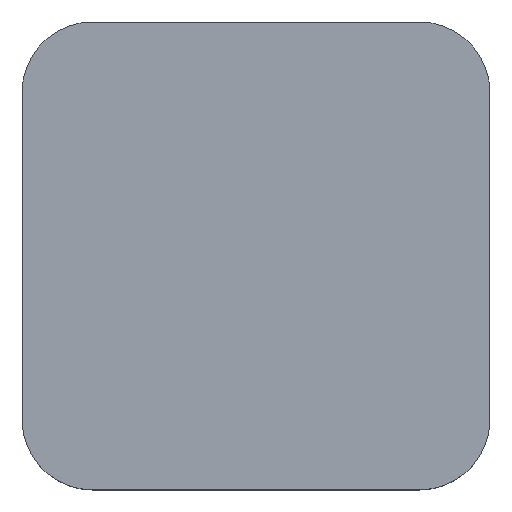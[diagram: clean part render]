
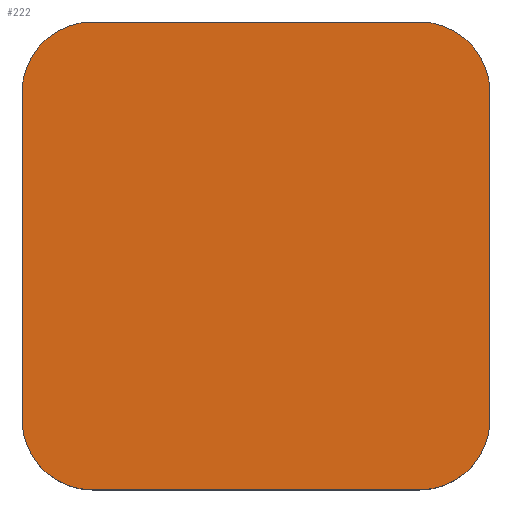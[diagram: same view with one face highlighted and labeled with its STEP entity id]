
A CAD part, top view. The second image highlights one B-rep face of the part: STEP entity #222.
In plain terms, the highlighted planar face has unit normal (0, 0, 1).
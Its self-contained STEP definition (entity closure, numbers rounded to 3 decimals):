
#24=FACE_OUTER_BOUND('',#39,.T.);
#39=EDGE_LOOP('',(#153,#154,#155,#156,#157,#158,#159,#160));
#55=LINE('',#359,#73);
#56=LINE('',#363,#74);
#57=LINE('',#367,#75);
#58=LINE('',#370,#76);
#73=VECTOR('',#285,10.);
#74=VECTOR('',#288,10.);
#75=VECTOR('',#291,10.);
#76=VECTOR('',#294,10.);
#91=CIRCLE('',#253,3.);
#92=CIRCLE('',#254,3.);
#93=CIRCLE('',#255,3.);
#94=CIRCLE('',#256,3.);
#103=VERTEX_POINT('',#355);
#104=VERTEX_POINT('',#356);
#105=VERTEX_POINT('',#358);
#106=VERTEX_POINT('',#360);
#107=VERTEX_POINT('',#362);
#108=VERTEX_POINT('',#364);
#109=VERTEX_POINT('',#366);
#110=VERTEX_POINT('',#368);
#123=EDGE_CURVE('',#103,#104,#91,.T.);
#124=EDGE_CURVE('',#105,#103,#55,.T.);
#125=EDGE_CURVE('',#106,#105,#92,.T.);
#126=EDGE_CURVE('',#107,#106,#56,.T.);
#127=EDGE_CURVE('',#108,#107,#93,.T.);
#128=EDGE_CURVE('',#109,#108,#57,.T.);
#129=EDGE_CURVE('',#110,#109,#94,.T.);
#130=EDGE_CURVE('',#104,#110,#58,.T.);
#153=ORIENTED_EDGE('',*,*,#123,.F.);
#154=ORIENTED_EDGE('',*,*,#124,.F.);
#155=ORIENTED_EDGE('',*,*,#125,.F.);
#156=ORIENTED_EDGE('',*,*,#126,.F.);
#157=ORIENTED_EDGE('',*,*,#127,.F.);
#158=ORIENTED_EDGE('',*,*,#128,.F.);
#159=ORIENTED_EDGE('',*,*,#129,.F.);
#160=ORIENTED_EDGE('',*,*,#130,.F.);
#213=PLANE('',#252);
#222=ADVANCED_FACE('',(#24),#213,.T.);
#252=AXIS2_PLACEMENT_3D('',#354,#281,#282);
#253=AXIS2_PLACEMENT_3D('',#357,#283,#284);
#254=AXIS2_PLACEMENT_3D('',#361,#286,#287);
#255=AXIS2_PLACEMENT_3D('',#365,#289,#290);
#256=AXIS2_PLACEMENT_3D('',#369,#292,#293);
#281=DIRECTION('center_axis',(0.,0.,1.));
#282=DIRECTION('ref_axis',(1.,0.,0.));
#283=DIRECTION('center_axis',(0.,0.,-1.));
#284=DIRECTION('ref_axis',(0.707,0.707,0.));
#285=DIRECTION('',(1.,0.,0.));
#286=DIRECTION('center_axis',(0.,0.,-1.));
#287=DIRECTION('ref_axis',(-0.707,0.707,0.));
#288=DIRECTION('',(0.,1.,0.));
#289=DIRECTION('center_axis',(0.,0.,-1.));
#290=DIRECTION('ref_axis',(-0.707,-0.707,0.));
#291=DIRECTION('',(-1.,0.,0.));
#292=DIRECTION('center_axis',(0.,0.,-1.));
#293=DIRECTION('ref_axis',(0.707,-0.707,0.));
#294=DIRECTION('',(0.,-1.,0.));
#354=CARTESIAN_POINT('Origin',(10.,10.,3.));
#355=CARTESIAN_POINT('',(17.,20.,3.));
#356=CARTESIAN_POINT('',(20.,17.,3.));
#357=CARTESIAN_POINT('Origin',(17.,17.,3.));
#358=CARTESIAN_POINT('',(3.,20.,3.));
#359=CARTESIAN_POINT('',(15.,20.,3.));
#360=CARTESIAN_POINT('',(0.,17.,3.));
#361=CARTESIAN_POINT('Origin',(3.,17.,3.));
#362=CARTESIAN_POINT('',(0.,3.,3.));
#363=CARTESIAN_POINT('',(0.,15.,3.));
#364=CARTESIAN_POINT('',(3.,0.,3.));
#365=CARTESIAN_POINT('Origin',(3.,3.,3.));
#366=CARTESIAN_POINT('',(17.,0.,3.));
#367=CARTESIAN_POINT('',(5.,0.,3.));
#368=CARTESIAN_POINT('',(20.,3.,3.));
#369=CARTESIAN_POINT('Origin',(17.,3.,3.));
#370=CARTESIAN_POINT('',(20.,5.,3.));
